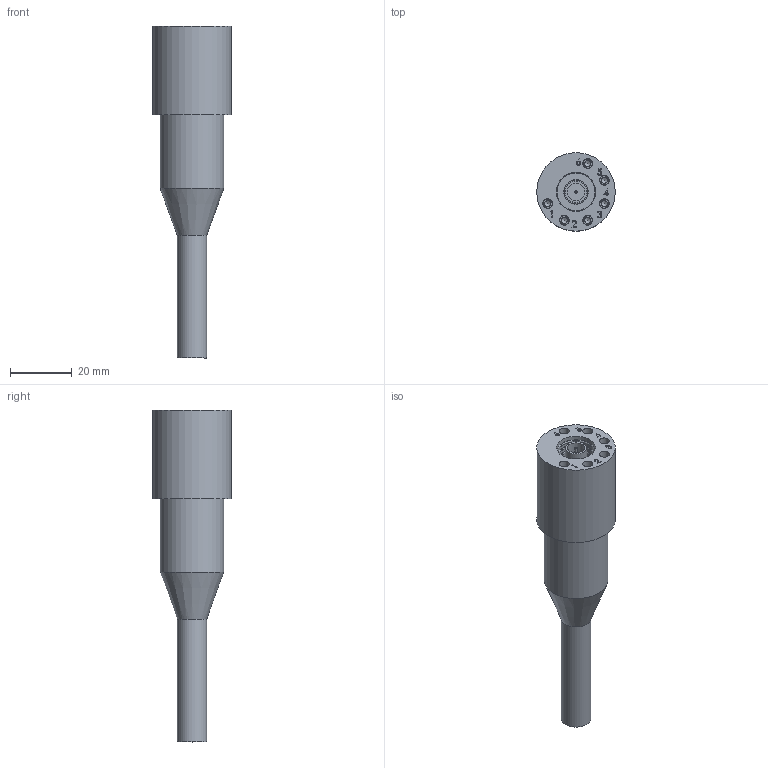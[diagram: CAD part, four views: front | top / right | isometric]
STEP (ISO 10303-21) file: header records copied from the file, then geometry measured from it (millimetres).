
FILE_DESCRIPTION(/* description */ (''),/* implementation_level */ '2;1');
FILE_NAME(/* name */ 'HF75CXIL6F.stp',/* time_stamp */ '2017-02-10T13:26:57+01:00',/* author */ ('sh'),/* organization */ (''),/* preprocessor_version */ 'ST-DEVELOPER v15.2',/* originating_system */ 'Autodesk Inventor 2014',/* authorisation */ '');
FILE_SCHEMA (('AUTOMOTIVE_DESIGN { 1 0 10303 214 3 1 1 }'));
Length unit declared in the file: inch
Products named in the file (1): HF75CXIL6F
Bounding box: 25.4 x 25.4 x 107.44 mm (x, y, z)
Volume: 22414.3 mm3; surface area: 13331.4 mm2
Topology: 16 solids, 16 shells, 442 faces, 1057 edges, 684 vertices
Faces by surface type: plane 202, cylinder 81, torus 73, cone 49, bspline 37
Full cylindrical faces by diameter (mm): 0.762 x1, 1.321 x6, 2.032 x6, 2.037 x6, 2.057 x6, 2.743 x12, 2.794 x6, 2.845 x1, 3.175 x18, 3.759 x1, 5.588 x1, 6.858 x1, 6.909 x1, 6.96 x1, 7.493 x1, 7.874 x2, 7.938 x1, 8.484 x1, 8.716 x1, 9.525 x1, 12.7 x5, 20.574 x1, 25.4 x1
Entity records: 13768 total; most frequent: CARTESIAN_POINT 4342, DIRECTION 1940, ORIENTED_EDGE 1712, EDGE_CURVE 856, AXIS2_PLACEMENT_3D 800, EDGE_LOOP 650, VERTEX_POINT 638, ADVANCED_FACE 442
